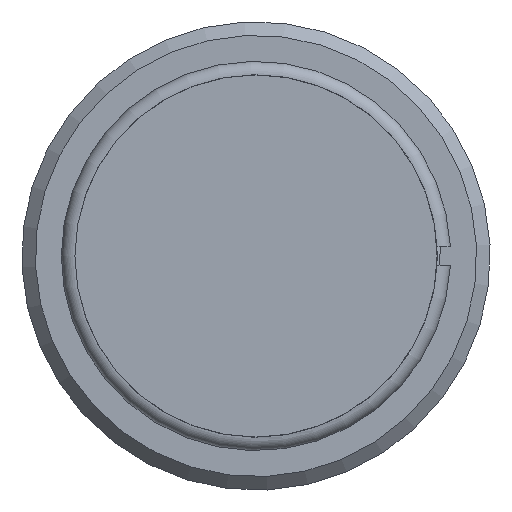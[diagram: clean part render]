
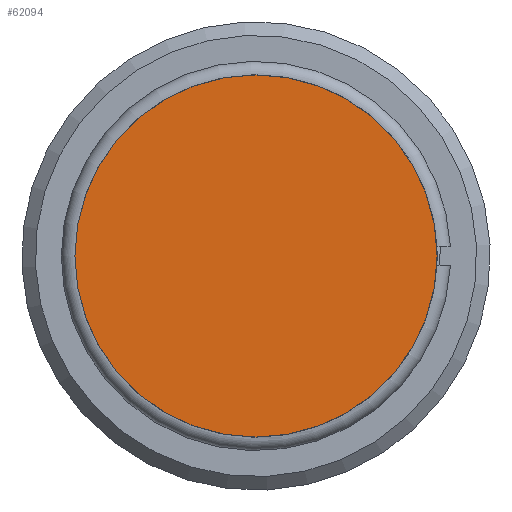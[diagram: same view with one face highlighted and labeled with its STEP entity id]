
A CAD part, left-side view. The second image highlights one B-rep face of the part: STEP entity #62094.
In plain terms, the highlighted planar face has unit normal (-1, 0, 0).
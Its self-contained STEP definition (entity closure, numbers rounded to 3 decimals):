
#62074=CARTESIAN_POINT('',(0.,4.0,0.0));
#62075=VERTEX_POINT('',#62074);
#62076=CARTESIAN_POINT('',(0.0,0.0,0.0));
#62077=DIRECTION('',(1.0,0.0,0.0));
#62078=DIRECTION('',(0.0,1.0,0.0));
#62079=AXIS2_PLACEMENT_3D('',#62076,#62077,#62078);
#62080=CIRCLE('',#62079,4.0);
#62081=EDGE_CURVE('',#62075,#62075,#62080,.T.);
#62086=CARTESIAN_POINT('',(0.,3.525,0.0));
#62087=DIRECTION('',(-1.0,0.0,0.0));
#62088=DIRECTION('',(0.0,0.0,1.0));
#62089=AXIS2_PLACEMENT_3D('',#62086,#62087,#62088);
#62090=PLANE('',#62089);
#62091=ORIENTED_EDGE('',*,*,#62081,.F.);
#62092=EDGE_LOOP('',(#62091));
#62093=FACE_OUTER_BOUND('',#62092,.T.);
#62094=ADVANCED_FACE('',(#62093),#62090,.T.);
